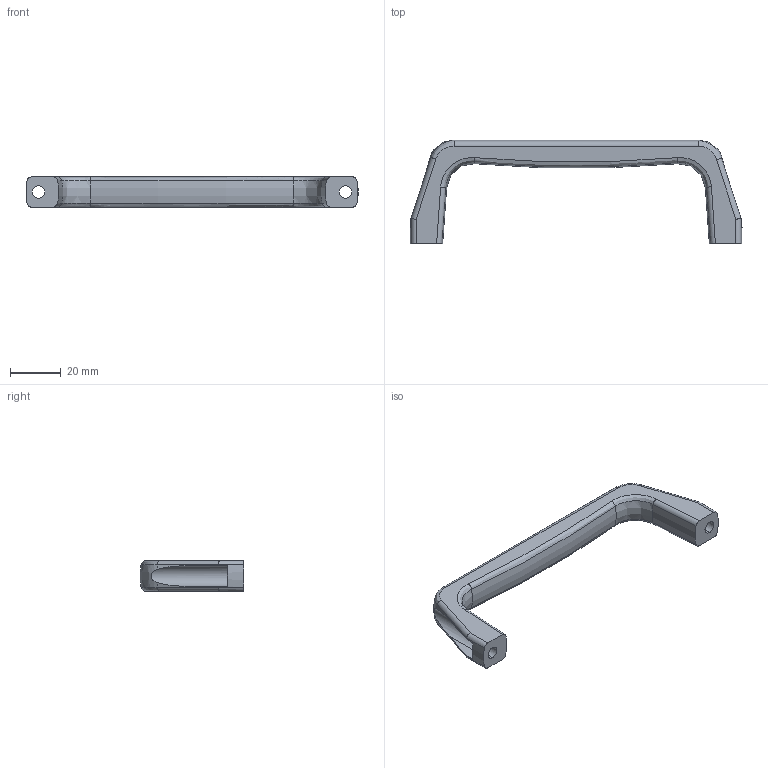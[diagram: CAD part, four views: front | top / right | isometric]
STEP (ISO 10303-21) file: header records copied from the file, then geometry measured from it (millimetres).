
FILE_DESCRIPTION (( 'STEP AP214' ), '1' );
FILE_NAME ('7310005', '2019-02-01T13:25:32', ( '' ), ('JUGARD+KÜNSTNER GmbH'), 'SwSTEP 2.0', 'SolidWorks 2017', '' );
FILE_SCHEMA (( 'AUTOMOTIVE_DESIGN' ));
Length unit declared in the file: millimetre
Products named in the file (1): 7310005_CNAJF00
Bounding box: 130.91 x 40.95 x 12 mm (x, y, z)
Volume: 19181.5 mm3; surface area: 8055.4 mm2
Topology: 1 solids, 1 shells, 70 faces, 186 edges, 116 vertices
Faces by surface type: cylinder 26, bspline 22, plane 18, cone 4
Entity records: 3495 total; most frequent: CARTESIAN_POINT 1943, ORIENTED_EDGE 372, DIRECTION 250, EDGE_CURVE 186, VERTEX_POINT 116, AXIS2_PLACEMENT_3D 87, VECTOR 76, LINE 76
